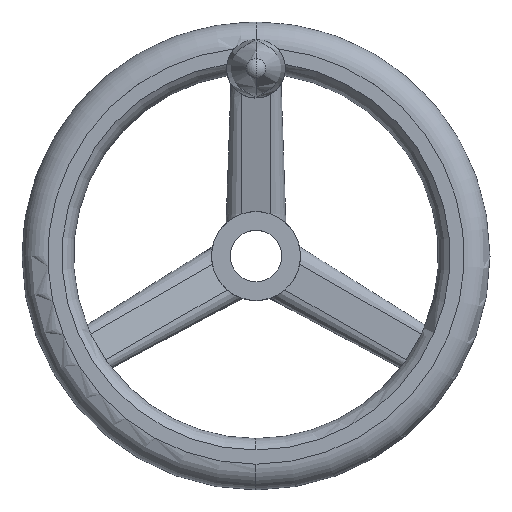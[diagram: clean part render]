
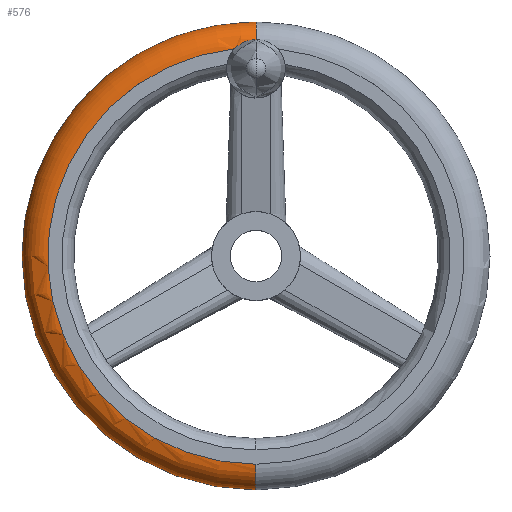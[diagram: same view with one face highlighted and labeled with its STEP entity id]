
A CAD part, top view. The second image highlights one B-rep face of the part: STEP entity #576.
In plain terms, the highlighted toroidal (fillet/blend) face has major radius 89 mm and minor radius 11 mm.
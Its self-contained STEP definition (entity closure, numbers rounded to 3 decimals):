
#314=EDGE_CURVE('',#750,#622,#856,.T.);
#354=VERTEX_POINT('',#902);
#368=EDGE_CURVE('',#354,#622,#919,.T.);
#382=VERTEX_POINT('',#933);
#396=EDGE_CURVE('',#354,#382,#947,.T.);
#402=VERTEX_POINT('',#953);
#416=EDGE_CURVE('',#382,#402,#967,.T.);
#576=ADVANCED_FACE('',(#1143),#1144,.T.);
#584=EDGE_CURVE('',#750,#402,#1154,.T.);
#622=VERTEX_POINT('',#1196);
#750=VERTEX_POINT('',#1335);
#856=CIRCLE('',#1476,100.0);
#902=CARTESIAN_POINT('',(0.,-89.0,45.));
#919=CIRCLE('',#1690,11.0);
#933=CARTESIAN_POINT('',(-9.138,88.53,45.));
#947=CIRCLE('',#1759,89.);
#953=CARTESIAN_POINT('',(0.,89.,45.));
#967=CIRCLE('',#1791,89.);
#1143=FACE_OUTER_BOUND('',#2222,.T.);
#1144=TOROIDAL_SURFACE('',#2223,89.0,11.0);
#1154=CIRCLE('',#2275,11.0);
#1196=CARTESIAN_POINT('',(0.,-100.0,34.));
#1335=CARTESIAN_POINT('',(0.,100.,34.));
#1476=AXIS2_PLACEMENT_3D('',#2901,#2902,#2903);
#1690=AXIS2_PLACEMENT_3D('',#2995,#2996,#2997);
#1759=AXIS2_PLACEMENT_3D('',#3007,#3008,#3009);
#1791=AXIS2_PLACEMENT_3D('',#3017,#3018,#3019);
#2222=EDGE_LOOP('',(#3223,#3224,#3225,#3226,#3227));
#2223=AXIS2_PLACEMENT_3D('',#3228,#3229,#3230);
#2275=AXIS2_PLACEMENT_3D('',#3252,#3253,#3254);
#2901=CARTESIAN_POINT('',(0.,0.,34.));
#2902=DIRECTION('',(0.,0.,1.0));
#2903=DIRECTION('',(1.0,0.0,0.));
#2995=CARTESIAN_POINT('',(0.,-89.0,34.));
#2996=DIRECTION('',(1.0,0.,0.));
#2997=DIRECTION('',(0.,-1.0,0.));
#3007=CARTESIAN_POINT('',(0.,0.,45.));
#3008=DIRECTION('',(0.,0.,-1.0));
#3009=DIRECTION('',(0.,1.0,0.));
#3017=CARTESIAN_POINT('',(0.,0.,45.));
#3018=DIRECTION('',(0.,0.,-1.0));
#3019=DIRECTION('',(0.,1.0,0.));
#3223=ORIENTED_EDGE('',*,*,#314,.T.);
#3224=ORIENTED_EDGE('',*,*,#368,.F.);
#3225=ORIENTED_EDGE('',*,*,#396,.T.);
#3226=ORIENTED_EDGE('',*,*,#416,.T.);
#3227=ORIENTED_EDGE('',*,*,#584,.F.);
#3228=CARTESIAN_POINT('',(0.,0.,34.));
#3229=DIRECTION('',(0.,0.,1.0));
#3230=DIRECTION('',(0.,1.0,0.0));
#3252=CARTESIAN_POINT('',(0.,89.,34.));
#3253=DIRECTION('',(1.0,0.,0.));
#3254=DIRECTION('',(0.,1.0,0.));
